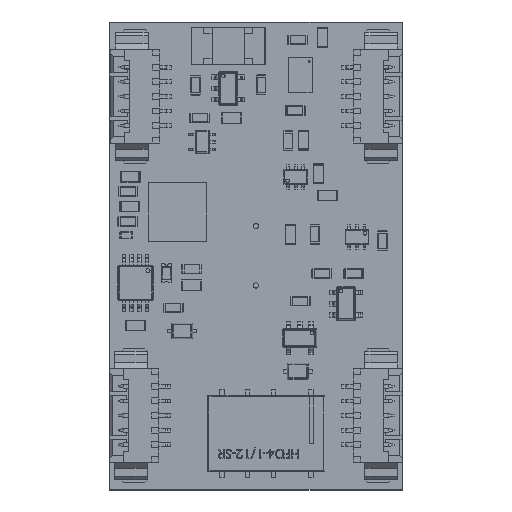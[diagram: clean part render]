
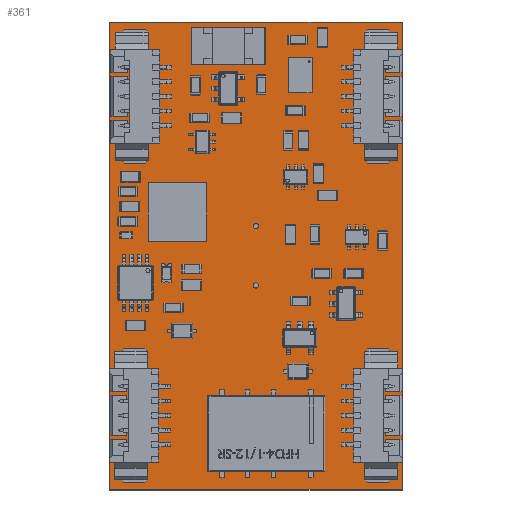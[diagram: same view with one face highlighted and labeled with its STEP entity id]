
A CAD part, top view. The second image highlights one B-rep face of the part: STEP entity #361.
In plain terms, the highlighted planar face has unit normal (0, 0, 1).
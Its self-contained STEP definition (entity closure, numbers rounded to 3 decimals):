
#232 = VERTEX_POINT('',#233);
#233 = CARTESIAN_POINT('',(0.,0.,1.5));
#239 = EDGE_CURVE('',#232,#240,#242,.T.);
#240 = VERTEX_POINT('',#241);
#241 = CARTESIAN_POINT('',(0.,40.,1.5));
#242 = LINE('',#243,#244);
#243 = CARTESIAN_POINT('',(0.,0.,1.5));
#244 = VECTOR('',#245,1.);
#245 = DIRECTION('',(0.,1.,0.));
#270 = EDGE_CURVE('',#240,#271,#273,.T.);
#271 = VERTEX_POINT('',#272);
#272 = CARTESIAN_POINT('',(25.,40.,1.5));
#273 = LINE('',#274,#275);
#274 = CARTESIAN_POINT('',(0.,40.,1.5));
#275 = VECTOR('',#276,1.);
#276 = DIRECTION('',(1.,0.,0.));
#301 = EDGE_CURVE('',#271,#302,#304,.T.);
#302 = VERTEX_POINT('',#303);
#303 = CARTESIAN_POINT('',(25.,0.,1.5));
#304 = LINE('',#305,#306);
#305 = CARTESIAN_POINT('',(25.,40.,1.5));
#306 = VECTOR('',#307,1.);
#307 = DIRECTION('',(0.,-1.,0.));
#332 = EDGE_CURVE('',#302,#232,#333,.T.);
#333 = LINE('',#334,#335);
#334 = CARTESIAN_POINT('',(25.,0.,1.5));
#335 = VECTOR('',#336,1.);
#336 = DIRECTION('',(-1.,0.,0.));
#361 = ADVANCED_FACE('',(#362),#368,.T.);
#362 = FACE_BOUND('',#363,.F.);
#363 = EDGE_LOOP('',(#364,#365,#366,#367));
#364 = ORIENTED_EDGE('',*,*,#239,.T.);
#365 = ORIENTED_EDGE('',*,*,#270,.T.);
#366 = ORIENTED_EDGE('',*,*,#301,.T.);
#367 = ORIENTED_EDGE('',*,*,#332,.T.);
#368 = PLANE('',#369);
#369 = AXIS2_PLACEMENT_3D('',#370,#371,#372);
#370 = CARTESIAN_POINT('',(0.,0.,1.5));
#371 = DIRECTION('',(0.,0.,1.));
#372 = DIRECTION('',(1.,0.,0.));
